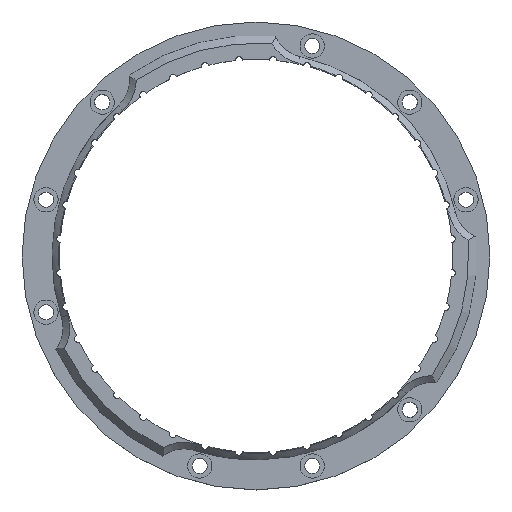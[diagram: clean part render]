
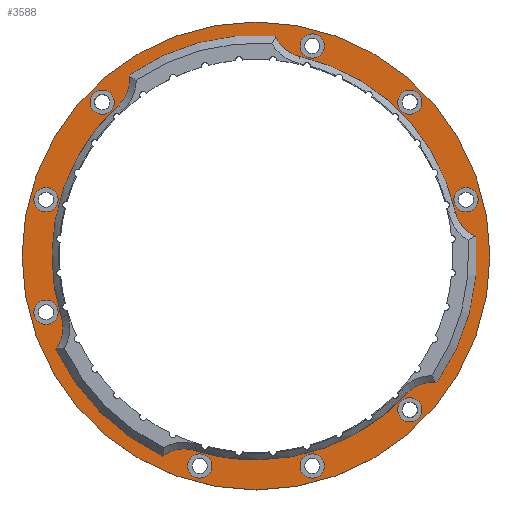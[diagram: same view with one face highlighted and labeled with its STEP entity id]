
A CAD part, top view. The second image highlights one B-rep face of the part: STEP entity #3588.
In plain terms, the highlighted planar face has unit normal (0, 0, 1).
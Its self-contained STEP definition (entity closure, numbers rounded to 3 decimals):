
#1=CARTESIAN_POINT('',(0.,0.,0.));
#2=DIRECTION('',(0.,0.,1.));
#3=DIRECTION('',(0.,1.,0.));
#4=AXIS2_PLACEMENT_3D('',#1,#2,#3);
#6=CARTESIAN_POINT('',(0.,0.,0.));
#7=DIRECTION('',(0.,0.,-1.));
#8=DIRECTION('',(0.,1.,0.));
#9=AXIS2_PLACEMENT_3D('',#6,#7,#8);
#11=CARTESIAN_POINT('',(-47.572,12.747,0.));
#12=DIRECTION('',(0.,0.,1.));
#13=DIRECTION('',(-1.,0.,0.));
#14=AXIS2_PLACEMENT_3D('',#11,#12,#13);
#16=CARTESIAN_POINT('',(-47.572,12.747,0.));
#17=DIRECTION('',(0.,0.,1.));
#18=DIRECTION('',(1.,0.,0.));
#19=AXIS2_PLACEMENT_3D('',#16,#17,#18);
#21=CARTESIAN_POINT('',(-34.825,34.825,0.));
#22=DIRECTION('',(0.,0.,1.));
#23=DIRECTION('',(-0.866,0.5,0.));
#24=AXIS2_PLACEMENT_3D('',#21,#22,#23);
#26=CARTESIAN_POINT('',(-34.825,34.825,0.));
#27=DIRECTION('',(0.,0.,1.));
#28=DIRECTION('',(0.866,-0.5,0.));
#29=AXIS2_PLACEMENT_3D('',#26,#27,#28);
#31=CARTESIAN_POINT('',(12.747,47.572,0.));
#32=DIRECTION('',(0.,0.,1.));
#33=DIRECTION('',(0.,1.,0.));
#34=AXIS2_PLACEMENT_3D('',#31,#32,#33);
#36=CARTESIAN_POINT('',(12.747,47.572,0.));
#37=DIRECTION('',(0.,0.,1.));
#38=DIRECTION('',(0.,-1.,0.));
#39=AXIS2_PLACEMENT_3D('',#36,#37,#38);
#41=CARTESIAN_POINT('',(34.825,34.825,0.));
#42=DIRECTION('',(0.,0.,1.));
#43=DIRECTION('',(0.5,0.866,0.));
#44=AXIS2_PLACEMENT_3D('',#41,#42,#43);
#46=CARTESIAN_POINT('',(34.825,34.825,0.));
#47=DIRECTION('',(0.,0.,1.));
#48=DIRECTION('',(-0.5,-0.866,0.));
#49=AXIS2_PLACEMENT_3D('',#46,#47,#48);
#51=CARTESIAN_POINT('',(47.572,12.747,0.));
#52=DIRECTION('',(0.,0.,1.));
#53=DIRECTION('',(0.866,0.5,0.));
#54=AXIS2_PLACEMENT_3D('',#51,#52,#53);
#56=CARTESIAN_POINT('',(47.572,12.747,0.));
#57=DIRECTION('',(0.,0.,1.));
#58=DIRECTION('',(-0.866,-0.5,0.));
#59=AXIS2_PLACEMENT_3D('',#56,#57,#58);
#61=CARTESIAN_POINT('',(34.825,-34.825,0.));
#62=DIRECTION('',(0.,0.,1.));
#63=DIRECTION('',(0.866,-0.5,0.));
#64=AXIS2_PLACEMENT_3D('',#61,#62,#63);
#66=CARTESIAN_POINT('',(34.825,-34.825,0.));
#67=DIRECTION('',(0.,0.,1.));
#68=DIRECTION('',(-0.866,0.5,0.));
#69=AXIS2_PLACEMENT_3D('',#66,#67,#68);
#71=CARTESIAN_POINT('',(12.747,-47.572,0.));
#72=DIRECTION('',(0.,0.,1.));
#73=DIRECTION('',(0.5,-0.866,0.));
#74=AXIS2_PLACEMENT_3D('',#71,#72,#73);
#76=CARTESIAN_POINT('',(12.747,-47.572,0.));
#77=DIRECTION('',(0.,0.,1.));
#78=DIRECTION('',(-0.5,0.866,0.));
#79=AXIS2_PLACEMENT_3D('',#76,#77,#78);
#81=CARTESIAN_POINT('',(-12.747,-47.572,0.));
#82=DIRECTION('',(0.,0.,1.));
#83=DIRECTION('',(0.,-1.,0.));
#84=AXIS2_PLACEMENT_3D('',#81,#82,#83);
#86=CARTESIAN_POINT('',(-12.747,-47.572,0.));
#87=DIRECTION('',(0.,0.,1.));
#88=DIRECTION('',(0.,1.,0.));
#89=AXIS2_PLACEMENT_3D('',#86,#87,#88);
#91=CARTESIAN_POINT('',(-47.572,-12.747,0.));
#92=DIRECTION('',(0.,0.,1.));
#93=DIRECTION('',(-0.866,-0.5,0.));
#94=AXIS2_PLACEMENT_3D('',#91,#92,#93);
#96=CARTESIAN_POINT('',(-47.572,-12.747,0.));
#97=DIRECTION('',(0.,0.,1.));
#98=DIRECTION('',(0.866,0.5,0.));
#99=AXIS2_PLACEMENT_3D('',#96,#97,#98);
#110=CARTESIAN_POINT('',(0.,0.,0.));
#111=DIRECTION('',(0.,0.,-1.));
#112=DIRECTION('',(0.,1.,0.));
#113=AXIS2_PLACEMENT_3D('',#110,#111,#112);
#2597=CARTESIAN_POINT('',(0.,0.,0.));
#2598=DIRECTION('',(0.,0.,1.));
#2599=DIRECTION('',(0.,1.,0.));
#2600=AXIS2_PLACEMENT_3D('',#2597,#2598,#2599);
#2869=CARTESIAN_POINT('',(0.,46.2,0.));
#2871=VERTEX_POINT('',#2869);
#2874=CARTESIAN_POINT('',(0.,53.,0.));
#2876=VERTEX_POINT('',#2874);
#2878=CARTESIAN_POINT('',(0.,-53.,0.));
#2880=VERTEX_POINT('',#2878);
#2881=CARTESIAN_POINT('',(0.,-46.2,0.));
#2882=VERTEX_POINT('',#2881);
#2909=CARTESIAN_POINT('',(-50.322,12.747,0.));
#2910=CARTESIAN_POINT('',(-44.822,12.747,0.));
#2911=VERTEX_POINT('',#2909);
#2912=VERTEX_POINT('',#2910);
#2929=CARTESIAN_POINT('',(-37.207,36.2,0.));
#2930=CARTESIAN_POINT('',(-32.443,33.45,0.));
#2931=VERTEX_POINT('',#2929);
#2932=VERTEX_POINT('',#2930);
#2949=CARTESIAN_POINT('',(12.747,50.322,0.));
#2950=CARTESIAN_POINT('',(12.747,44.822,0.));
#2951=VERTEX_POINT('',#2949);
#2952=VERTEX_POINT('',#2950);
#2969=CARTESIAN_POINT('',(36.2,37.207,0.));
#2970=CARTESIAN_POINT('',(33.45,32.443,0.));
#2971=VERTEX_POINT('',#2969);
#2972=VERTEX_POINT('',#2970);
#2989=CARTESIAN_POINT('',(49.953,14.122,0.));
#2990=CARTESIAN_POINT('',(45.19,11.372,0.));
#2991=VERTEX_POINT('',#2989);
#2992=VERTEX_POINT('',#2990);
#3009=CARTESIAN_POINT('',(37.207,-36.2,0.));
#3010=CARTESIAN_POINT('',(32.443,-33.45,0.));
#3011=VERTEX_POINT('',#3009);
#3012=VERTEX_POINT('',#3010);
#3029=CARTESIAN_POINT('',(14.122,-49.953,0.));
#3030=CARTESIAN_POINT('',(11.372,-45.19,0.));
#3031=VERTEX_POINT('',#3029);
#3032=VERTEX_POINT('',#3030);
#3049=CARTESIAN_POINT('',(-12.747,-50.322,0.));
#3050=CARTESIAN_POINT('',(-12.747,-44.822,0.));
#3051=VERTEX_POINT('',#3049);
#3052=VERTEX_POINT('',#3050);
#3069=CARTESIAN_POINT('',(-49.953,-14.122,0.));
#3070=CARTESIAN_POINT('',(-45.19,-11.372,0.));
#3071=VERTEX_POINT('',#3069);
#3072=VERTEX_POINT('',#3070);
#3517=CARTESIAN_POINT('',(0.,0.,0.));
#3518=DIRECTION('',(0.,0.,-1.));
#3519=DIRECTION('',(0.,-1.,0.));
#3520=AXIS2_PLACEMENT_3D('',#3517,#3518,#3519);
#3521=PLANE('',#3520);
#3523=ORIENTED_EDGE('',*,*,#3522,.F.);
#3525=ORIENTED_EDGE('',*,*,#3524,.T.);
#3526=EDGE_LOOP('',(#3523,#3525));
#3527=FACE_OUTER_BOUND('',#3526,.F.);
#3529=ORIENTED_EDGE('',*,*,#3528,.F.);
#3531=ORIENTED_EDGE('',*,*,#3530,.T.);
#3532=EDGE_LOOP('',(#3529,#3531));
#3533=FACE_BOUND('',#3532,.F.);
#3535=ORIENTED_EDGE('',*,*,#3534,.T.);
#3537=ORIENTED_EDGE('',*,*,#3536,.T.);
#3538=EDGE_LOOP('',(#3535,#3537));
#3539=FACE_BOUND('',#3538,.F.);
#3541=ORIENTED_EDGE('',*,*,#3540,.T.);
#3543=ORIENTED_EDGE('',*,*,#3542,.T.);
#3544=EDGE_LOOP('',(#3541,#3543));
#3545=FACE_BOUND('',#3544,.F.);
#3547=ORIENTED_EDGE('',*,*,#3546,.T.);
#3549=ORIENTED_EDGE('',*,*,#3548,.T.);
#3550=EDGE_LOOP('',(#3547,#3549));
#3551=FACE_BOUND('',#3550,.F.);
#3553=ORIENTED_EDGE('',*,*,#3552,.T.);
#3555=ORIENTED_EDGE('',*,*,#3554,.T.);
#3556=EDGE_LOOP('',(#3553,#3555));
#3557=FACE_BOUND('',#3556,.F.);
#3559=ORIENTED_EDGE('',*,*,#3558,.T.);
#3561=ORIENTED_EDGE('',*,*,#3560,.T.);
#3562=EDGE_LOOP('',(#3559,#3561));
#3563=FACE_BOUND('',#3562,.F.);
#3565=ORIENTED_EDGE('',*,*,#3564,.T.);
#3567=ORIENTED_EDGE('',*,*,#3566,.T.);
#3568=EDGE_LOOP('',(#3565,#3567));
#3569=FACE_BOUND('',#3568,.F.);
#3571=ORIENTED_EDGE('',*,*,#3570,.T.);
#3573=ORIENTED_EDGE('',*,*,#3572,.T.);
#3574=EDGE_LOOP('',(#3571,#3573));
#3575=FACE_BOUND('',#3574,.F.);
#3577=ORIENTED_EDGE('',*,*,#3576,.T.);
#3579=ORIENTED_EDGE('',*,*,#3578,.T.);
#3580=EDGE_LOOP('',(#3577,#3579));
#3581=FACE_BOUND('',#3580,.F.);
#3583=ORIENTED_EDGE('',*,*,#3582,.T.);
#3585=ORIENTED_EDGE('',*,*,#3584,.T.);
#3586=EDGE_LOOP('',(#3583,#3585));
#3587=FACE_BOUND('',#3586,.F.);
#3588=ADVANCED_FACE('',(#3527,#3533,#3539,#3545,#3551,#3557,#3563,#3569,#3575,
#3581,#3587),#3521,.F.);
#5=CIRCLE('',#4,53.);
#10=CIRCLE('',#9,53.);
#15=CIRCLE('',#14,2.75);
#20=CIRCLE('',#19,2.75);
#25=CIRCLE('',#24,2.75);
#30=CIRCLE('',#29,2.75);
#35=CIRCLE('',#34,2.75);
#40=CIRCLE('',#39,2.75);
#45=CIRCLE('',#44,2.75);
#50=CIRCLE('',#49,2.75);
#55=CIRCLE('',#54,2.75);
#60=CIRCLE('',#59,2.75);
#65=CIRCLE('',#64,2.75);
#70=CIRCLE('',#69,2.75);
#75=CIRCLE('',#74,2.75);
#80=CIRCLE('',#79,2.75);
#85=CIRCLE('',#84,2.75);
#90=CIRCLE('',#89,2.75);
#95=CIRCLE('',#94,2.75);
#100=CIRCLE('',#99,2.75);
#114=CIRCLE('',#113,46.2);
#2601=CIRCLE('',#2600,46.2);
#3522=EDGE_CURVE('',#2876,#2880,#5,.T.);
#3524=EDGE_CURVE('',#2876,#2880,#10,.T.);
#3528=EDGE_CURVE('',#2871,#2882,#114,.T.);
#3530=EDGE_CURVE('',#2871,#2882,#2601,.T.);
#3534=EDGE_CURVE('',#2911,#2912,#15,.T.);
#3536=EDGE_CURVE('',#2912,#2911,#20,.T.);
#3540=EDGE_CURVE('',#2931,#2932,#25,.T.);
#3542=EDGE_CURVE('',#2932,#2931,#30,.T.);
#3546=EDGE_CURVE('',#2951,#2952,#35,.T.);
#3548=EDGE_CURVE('',#2952,#2951,#40,.T.);
#3552=EDGE_CURVE('',#2971,#2972,#45,.T.);
#3554=EDGE_CURVE('',#2972,#2971,#50,.T.);
#3558=EDGE_CURVE('',#2991,#2992,#55,.T.);
#3560=EDGE_CURVE('',#2992,#2991,#60,.T.);
#3564=EDGE_CURVE('',#3011,#3012,#65,.T.);
#3566=EDGE_CURVE('',#3012,#3011,#70,.T.);
#3570=EDGE_CURVE('',#3031,#3032,#75,.T.);
#3572=EDGE_CURVE('',#3032,#3031,#80,.T.);
#3576=EDGE_CURVE('',#3051,#3052,#85,.T.);
#3578=EDGE_CURVE('',#3052,#3051,#90,.T.);
#3582=EDGE_CURVE('',#3071,#3072,#95,.T.);
#3584=EDGE_CURVE('',#3072,#3071,#100,.T.);
